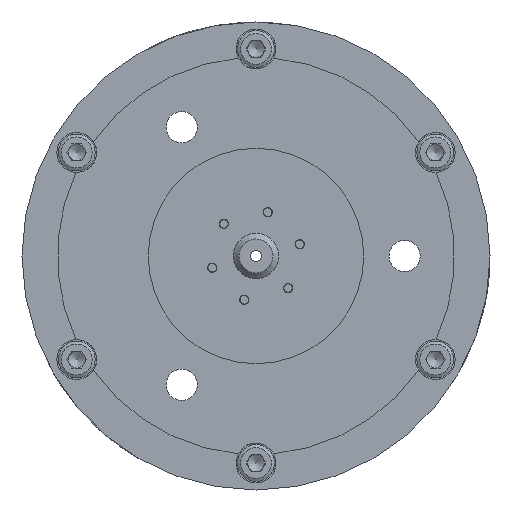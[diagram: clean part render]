
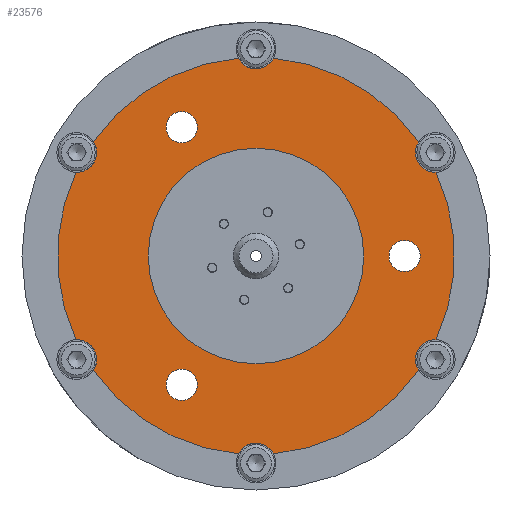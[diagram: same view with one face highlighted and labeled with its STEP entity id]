
A CAD part, left-side view. The second image highlights one B-rep face of the part: STEP entity #23576.
In plain terms, the highlighted planar face has unit normal (-1, 0, 0).
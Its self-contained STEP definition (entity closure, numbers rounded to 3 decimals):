
#711=PLANE('',#25071);
#4347=ORIENTED_EDGE('',*,*,#7620,.T.);
#4348=ORIENTED_EDGE('',*,*,#7548,.T.);
#4349=ORIENTED_EDGE('',*,*,#7621,.F.);
#4350=ORIENTED_EDGE('',*,*,#7605,.F.);
#4351=ORIENTED_EDGE('',*,*,#7622,.F.);
#4352=ORIENTED_EDGE('',*,*,#7589,.T.);
#4353=ORIENTED_EDGE('',*,*,#7600,.T.);
#4354=ORIENTED_EDGE('',*,*,#7566,.F.);
#4355=ORIENTED_EDGE('',*,*,#7584,.T.);
#4356=ORIENTED_EDGE('',*,*,#7569,.T.);
#4357=ORIENTED_EDGE('',*,*,#7587,.T.);
#4358=ORIENTED_EDGE('',*,*,#7555,.F.);
#4359=ORIENTED_EDGE('',*,*,#7562,.F.);
#4360=ORIENTED_EDGE('',*,*,#7576,.T.);
#4361=ORIENTED_EDGE('',*,*,#7560,.F.);
#4362=ORIENTED_EDGE('',*,*,#7610,.F.);
#7548=EDGE_CURVE('',#9330,#9328,#10555,.T.);
#7555=EDGE_CURVE('',#9336,#9333,#10559,.T.);
#7560=EDGE_CURVE('',#9341,#9341,#10564,.T.);
#7562=EDGE_CURVE('',#9330,#9336,#10566,.T.);
#7566=EDGE_CURVE('',#9345,#9342,#10568,.T.);
#7569=EDGE_CURVE('',#9349,#9347,#10570,.T.);
#7576=EDGE_CURVE('',#9355,#9355,#10576,.T.);
#7584=EDGE_CURVE('',#9345,#9349,#10582,.T.);
#7587=EDGE_CURVE('',#9347,#9333,#10585,.T.);
#7589=EDGE_CURVE('',#9365,#9363,#10586,.T.);
#7600=EDGE_CURVE('',#9363,#9342,#10594,.T.);
#7605=EDGE_CURVE('',#9378,#9375,#10597,.T.);
#7610=EDGE_CURVE('',#9383,#9383,#10602,.T.);
#7620=EDGE_CURVE('',#9393,#9393,#10610,.T.);
#7621=EDGE_CURVE('',#9375,#9328,#10611,.T.);
#7622=EDGE_CURVE('',#9365,#9378,#10612,.T.);
#9328=VERTEX_POINT('',#33144);
#9330=VERTEX_POINT('',#33147);
#9333=VERTEX_POINT('',#33156);
#9336=VERTEX_POINT('',#33161);
#9341=VERTEX_POINT('',#33176);
#9342=VERTEX_POINT('',#33182);
#9345=VERTEX_POINT('',#33187);
#9347=VERTEX_POINT('',#33194);
#9349=VERTEX_POINT('',#33197);
#9355=VERTEX_POINT('',#33214);
#9363=VERTEX_POINT('',#33241);
#9365=VERTEX_POINT('',#33244);
#9375=VERTEX_POINT('',#33274);
#9378=VERTEX_POINT('',#33279);
#9383=VERTEX_POINT('',#33294);
#9393=VERTEX_POINT('',#33320);
#10555=CIRCLE('',#24977,7.);
#10559=CIRCLE('',#24983,7.);
#10564=CIRCLE('',#24992,5.5);
#10566=CIRCLE('',#24995,70.);
#10568=CIRCLE('',#24998,7.);
#10570=CIRCLE('',#25002,7.);
#10576=CIRCLE('',#25012,5.5);
#10582=CIRCLE('',#25023,70.);
#10585=CIRCLE('',#25027,70.);
#10586=CIRCLE('',#25029,7.);
#10594=CIRCLE('',#25043,70.);
#10597=CIRCLE('',#25047,7.);
#10602=CIRCLE('',#25056,5.5);
#10610=CIRCLE('',#25070,38.);
#10611=CIRCLE('',#25072,70.);
#10612=CIRCLE('',#25073,70.);
#11700=EDGE_LOOP('',(#4347));
#11701=EDGE_LOOP('',(#4348,#4349,#4350,#4351,#4352,#4353,#4354,#4355,#4356,
#4357,#4358,#4359));
#11702=EDGE_LOOP('',(#4360));
#11703=EDGE_LOOP('',(#4361));
#11704=EDGE_LOOP('',(#4362));
#13498=FACE_BOUND('',#11700,.T.);
#13499=FACE_BOUND('',#11701,.T.);
#13500=FACE_BOUND('',#11702,.T.);
#13501=FACE_BOUND('',#11703,.T.);
#13502=FACE_BOUND('',#11704,.T.);
#23576=ADVANCED_FACE('',(#13498,#13499,#13500,#13501,#13502),#711,.T.);
#24977=AXIS2_PLACEMENT_3D('',#33146,#27907,#27908);
#24983=AXIS2_PLACEMENT_3D('',#33162,#27922,#27923);
#24992=AXIS2_PLACEMENT_3D('',#33175,#27940,#27941);
#24995=AXIS2_PLACEMENT_3D('',#33179,#27946,#27947);
#24998=AXIS2_PLACEMENT_3D('',#33188,#27954,#27955);
#25002=AXIS2_PLACEMENT_3D('',#33196,#27963,#27964);
#25012=AXIS2_PLACEMENT_3D('',#33213,#27984,#27985);
#25023=AXIS2_PLACEMENT_3D('',#33234,#28008,#28009);
#25027=AXIS2_PLACEMENT_3D('',#33238,#28016,#28017);
#25029=AXIS2_PLACEMENT_3D('',#33243,#28021,#28022);
#25043=AXIS2_PLACEMENT_3D('',#33270,#28052,#28053);
#25047=AXIS2_PLACEMENT_3D('',#33280,#28062,#28063);
#25056=AXIS2_PLACEMENT_3D('',#33293,#28080,#28081);
#25070=AXIS2_PLACEMENT_3D('',#33319,#28110,#28111);
#25071=AXIS2_PLACEMENT_3D('',#33321,#28112,#28113);
#25072=AXIS2_PLACEMENT_3D('',#33322,#28114,#28115);
#25073=AXIS2_PLACEMENT_3D('',#33323,#28116,#28117);
#27907=DIRECTION('',(1.,0.,0.));
#27908=DIRECTION('',(0.,0.,-1.));
#27922=DIRECTION('',(-1.,0.,0.));
#27923=DIRECTION('',(0.,-0.866,-0.5));
#27940=DIRECTION('',(-1.,0.,0.));
#27941=DIRECTION('',(0.,-0.866,-0.5));
#27946=DIRECTION('',(1.,0.,0.));
#27947=DIRECTION('',(0.,0.866,0.5));
#27954=DIRECTION('',(-1.,0.,0.));
#27955=DIRECTION('',(0.,0.866,-0.5));
#27963=DIRECTION('',(1.,0.,0.));
#27964=DIRECTION('',(0.,0.866,0.5));
#27984=DIRECTION('',(1.,0.,0.));
#27985=DIRECTION('',(0.,0.866,0.5));
#28008=DIRECTION('',(-1.,0.,0.));
#28009=DIRECTION('',(0.,-0.866,-0.5));
#28016=DIRECTION('',(-1.,0.,0.));
#28017=DIRECTION('',(0.,-0.866,-0.5));
#28021=DIRECTION('',(1.,0.,0.));
#28022=DIRECTION('',(0.,-0.866,0.5));
#28052=DIRECTION('',(-1.,0.,0.));
#28053=DIRECTION('',(0.,0.866,-0.5));
#28062=DIRECTION('',(-1.,0.,0.));
#28063=DIRECTION('',(0.,0.,1.));
#28080=DIRECTION('',(-1.,0.,0.));
#28081=DIRECTION('',(0.,0.,1.));
#28110=DIRECTION('',(1.,0.,0.));
#28111=DIRECTION('',(0.,0.,-1.));
#28112=DIRECTION('',(-1.,0.,0.));
#28113=DIRECTION('',(0.,0.,1.));
#28114=DIRECTION('',(1.,0.,0.));
#28115=DIRECTION('',(0.,0.,-1.));
#28116=DIRECTION('',(1.,0.,0.));
#28117=DIRECTION('',(0.,0.,-1.));
#33144=CARTESIAN_POINT('',(-105.,63.478,29.505));
#33146=CARTESIAN_POINT('',(-105.,63.22,36.5));
#33147=CARTESIAN_POINT('',(-105.,57.291,40.221));
#33156=CARTESIAN_POINT('',(-105.,-6.187,69.726));
#33161=CARTESIAN_POINT('',(-105.,6.187,69.726));
#33162=CARTESIAN_POINT('',(-105.,0.,73.));
#33175=CARTESIAN_POINT('',(-105.,26.2,45.38));
#33176=CARTESIAN_POINT('',(-105.,21.437,42.63));
#33179=CARTESIAN_POINT('',(-105.,0.,0.));
#33182=CARTESIAN_POINT('',(-105.,-57.291,-40.221));
#33187=CARTESIAN_POINT('',(-105.,-63.478,-29.505));
#33188=CARTESIAN_POINT('',(-105.,-63.22,-36.5));
#33194=CARTESIAN_POINT('',(-105.,-57.291,40.221));
#33196=CARTESIAN_POINT('',(-105.,-63.22,36.5));
#33197=CARTESIAN_POINT('',(-105.,-63.478,29.505));
#33213=CARTESIAN_POINT('',(-105.,-52.4,0.));
#33214=CARTESIAN_POINT('',(-105.,-47.637,2.75));
#33234=CARTESIAN_POINT('',(-105.,0.,0.));
#33238=CARTESIAN_POINT('',(-105.,0.,0.));
#33241=CARTESIAN_POINT('',(-105.,-6.187,-69.726));
#33243=CARTESIAN_POINT('',(-105.,0.,-73.));
#33244=CARTESIAN_POINT('',(-105.,6.187,-69.726));
#33270=CARTESIAN_POINT('',(-105.,0.,0.));
#33274=CARTESIAN_POINT('',(-105.,63.478,-29.505));
#33279=CARTESIAN_POINT('',(-105.,57.291,-40.221));
#33280=CARTESIAN_POINT('',(-105.,63.22,-36.5));
#33293=CARTESIAN_POINT('',(-105.,26.2,-45.38));
#33294=CARTESIAN_POINT('',(-105.,26.2,-39.88));
#33319=CARTESIAN_POINT('',(-105.,0.,0.));
#33320=CARTESIAN_POINT('',(-105.,0.,-38.));
#33321=CARTESIAN_POINT('',(-105.,35.,-60.622));
#33322=CARTESIAN_POINT('',(-105.,0.,0.));
#33323=CARTESIAN_POINT('',(-105.,0.,0.));
